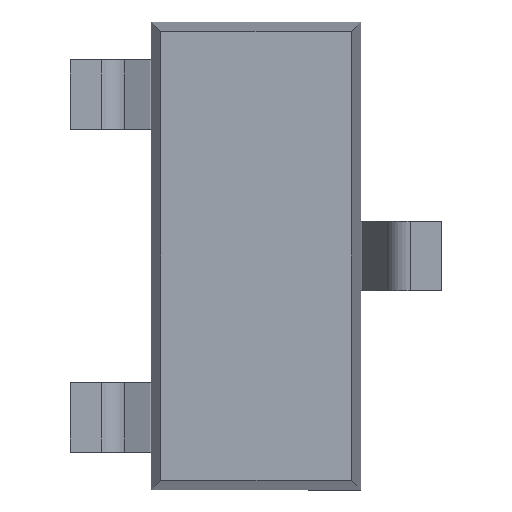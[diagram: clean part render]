
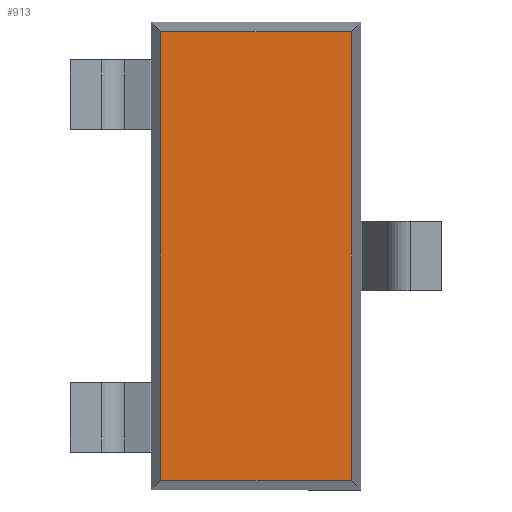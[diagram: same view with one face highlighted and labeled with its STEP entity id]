
A CAD part, front view. The second image highlights one B-rep face of the part: STEP entity #913.
In plain terms, the highlighted planar face has unit normal (0, -1, 0).
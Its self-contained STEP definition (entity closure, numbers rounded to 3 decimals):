
#171 = VERTEX_POINT ( 'NONE', #1078 ) ;
#182 = CARTESIAN_POINT ( 'NONE',  ( 0.589, 0.1, -1.45 ) ) ;
#333 = CARTESIAN_POINT ( 'NONE',  ( -0.589, 0.1, 1.45 ) ) ;
#414 = LINE ( 'NONE', #333, #898 ) ;
#503 = EDGE_CURVE ( 'NONE', #638, #823, #1359, .T. ) ;
#508 = EDGE_CURVE ( 'NONE', #823, #171, #414, .T. ) ;
#513 = VECTOR ( 'NONE', #1109, 1000. ) ;
#533 = FACE_OUTER_BOUND ( 'NONE', #1502, .T. ) ;
#569 = CARTESIAN_POINT ( 'NONE',  ( 0.65, 0.1, 1.389 ) ) ;
#638 = VERTEX_POINT ( 'NONE', #1206 ) ;
#654 = PLANE ( 'NONE',  #719 ) ;
#719 = AXIS2_PLACEMENT_3D ( 'NONE', #744, #1012, #1127 ) ;
#744 = CARTESIAN_POINT ( 'NONE',  ( 0., 0.1, 0. ) ) ;
#770 = DIRECTION ( 'NONE',  ( 0., 0., -1. ) ) ;
#823 = VERTEX_POINT ( 'NONE', #1327 ) ;
#879 = ORIENTED_EDGE ( 'NONE', *, *, #910, .T. ) ;
#898 = VECTOR ( 'NONE', #770, 1000. ) ;
#910 = EDGE_CURVE ( 'NONE', #171, #1291, #1507, .T. ) ;
#913 = ADVANCED_FACE ( 'NONE', ( #533 ), #654, .T. ) ;
#948 = ORIENTED_EDGE ( 'NONE', *, *, #503, .T. ) ;
#993 = CARTESIAN_POINT ( 'NONE',  ( -0.65, 0.1, -1.389 ) ) ;
#1012 = DIRECTION ( 'NONE',  ( 0., -1., 0. ) ) ;
#1025 = CARTESIAN_POINT ( 'NONE',  ( 0.589, 0.1, -1.389 ) ) ;
#1060 = DIRECTION ( 'NONE',  ( -1., 0., 0. ) ) ;
#1078 = CARTESIAN_POINT ( 'NONE',  ( -0.589, 0.1, -1.389 ) ) ;
#1083 = VECTOR ( 'NONE', #1283, 1000. ) ;
#1108 = LINE ( 'NONE', #182, #1083 ) ;
#1109 = DIRECTION ( 'NONE',  ( 1., 0., 0. ) ) ;
#1127 = DIRECTION ( 'NONE',  ( 0., 0., -1. ) ) ;
#1139 = ORIENTED_EDGE ( 'NONE', *, *, #508, .T. ) ;
#1206 = CARTESIAN_POINT ( 'NONE',  ( 0.589, 0.1, 1.389 ) ) ;
#1271 = ORIENTED_EDGE ( 'NONE', *, *, #1454, .T. ) ;
#1283 = DIRECTION ( 'NONE',  ( 0., 0., 1. ) ) ;
#1291 = VERTEX_POINT ( 'NONE', #1025 ) ;
#1327 = CARTESIAN_POINT ( 'NONE',  ( -0.589, 0.1, 1.389 ) ) ;
#1359 = LINE ( 'NONE', #569, #1398 ) ;
#1398 = VECTOR ( 'NONE', #1060, 1000. ) ;
#1454 = EDGE_CURVE ( 'NONE', #1291, #638, #1108, .T. ) ;
#1502 = EDGE_LOOP ( 'NONE', ( #879, #1271, #948, #1139 ) ) ;
#1507 = LINE ( 'NONE', #993, #513 ) ;
